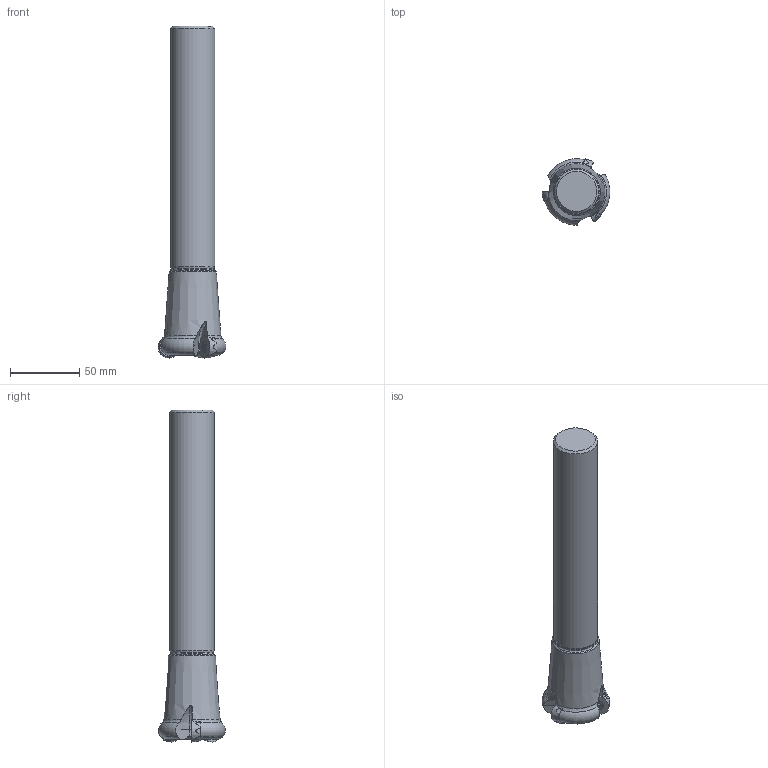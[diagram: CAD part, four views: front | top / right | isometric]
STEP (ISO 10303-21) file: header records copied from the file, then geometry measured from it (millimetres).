
FILE_DESCRIPTION(/* description */ (''),/* implementation_level */ '2;1');
FILE_NAME(/* name */ '1542870250904.stp',/* time_stamp */ '2018-11-22T12:34:24+05:00',/* author */ (''),/* organization */ ('SMS'),/* preprocessor_version */ 'ST-DEVELOPER v15',/* originating_system */ 'SIEMENS PLM Software NX 8.5',/* authorisation */ '');
FILE_SCHEMA (('AUTOMOTIVE_DESIGN { 1 0 10303 214 3 1 1 1 }'));
Length unit declared in the file: millimetre
Products named in the file (4): ASSEMBLY_CONSTRUCTION; 201856700mod000_00; 201911841mod000_00; 201911904mod000_00
Assembly tree (5 placements, depth 2):
  201911904mod000_00
    201911841mod000_00
    201856700mod000_00  x3
    ASSEMBLY_CONSTRUCTION
Bounding box: 48.96 x 48.02 x 240 mm (x, y, z)
Volume: 211515.6 mm3; surface area: 30871.5 mm2
Topology: 4 solids, 4 shells, 234 faces, 600 edges, 392 vertices
Faces by surface type: plane 104, cone 44, extrusion 36, torus 27, cylinder 20, bspline 3
Full cylindrical faces by diameter (mm): 4.5 x3, 5 x3, 5.5 x3, 7.15 x3, 31.3 x1, 31.992 x1
Entity records: 8303 total; most frequent: CARTESIAN_POINT 3331, DIRECTION 985, ORIENTED_EDGE 966, EDGE_CURVE 483, AXIS2_PLACEMENT_3D 409, VERTEX_POINT 325, EDGE_LOOP 249, ADVANCED_FACE 206
